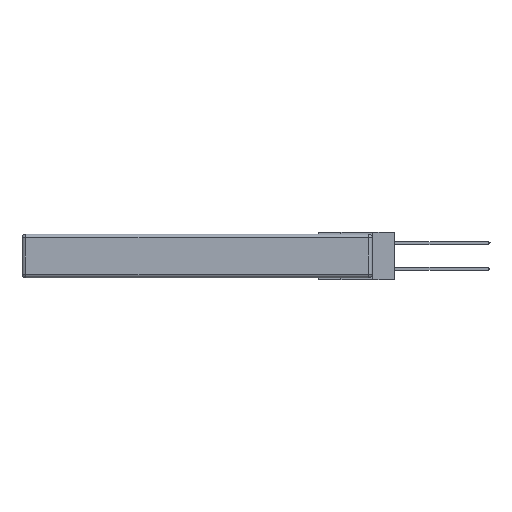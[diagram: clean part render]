
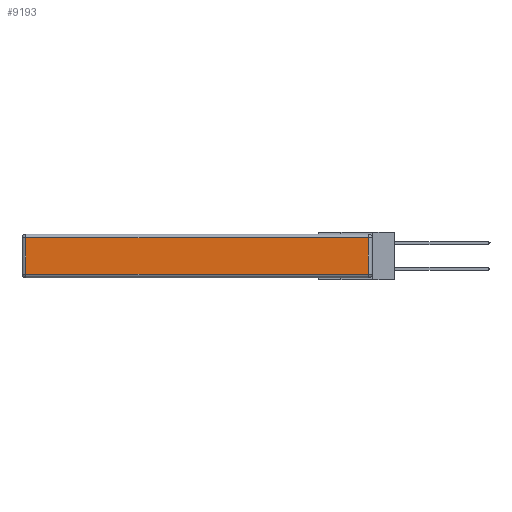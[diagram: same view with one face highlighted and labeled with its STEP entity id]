
A CAD part, left-side view. The second image highlights one B-rep face of the part: STEP entity #9193.
In plain terms, the highlighted planar face has unit normal (-1, 0, 0).
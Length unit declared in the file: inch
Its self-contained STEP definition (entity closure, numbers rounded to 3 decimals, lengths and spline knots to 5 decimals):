
#75 = CARTESIAN_POINT ( 'NONE',  ( 0., 2.72, -0.313 ) ) ;
#148 = CARTESIAN_POINT ( 'NONE',  ( 0., 2.72, -0.03 ) ) ;
#586 = FACE_OUTER_BOUND ( 'NONE', #6056, .T. ) ;
#597 = DIRECTION ( 'NONE',  ( 0., 0., 1. ) ) ;
#1661 = VECTOR ( 'NONE', #12146, 39.37008 ) ;
#1669 = CARTESIAN_POINT ( 'NONE',  ( 0., 2.75, -0.03 ) ) ;
#1704 = EDGE_CURVE ( 'NONE', #2360, #8082, #5218, .T. ) ;
#1960 = CARTESIAN_POINT ( 'NONE',  ( 0., 0.03, -0.03 ) ) ;
#2351 = ORIENTED_EDGE ( 'NONE', *, *, #6205, .T. ) ;
#2360 = VERTEX_POINT ( 'NONE', #1960 ) ;
#2727 = ORIENTED_EDGE ( 'NONE', *, *, #1704, .T. ) ;
#2970 = DIRECTION ( 'NONE',  ( -1., 0., 0. ) ) ;
#3148 = EDGE_CURVE ( 'NONE', #8082, #7301, #12922, .T. ) ;
#3588 = ORIENTED_EDGE ( 'NONE', *, *, #3798, .T. ) ;
#3717 = VERTEX_POINT ( 'NONE', #9740 ) ;
#3798 = EDGE_CURVE ( 'NONE', #3717, #2360, #5499, .T. ) ;
#4051 = VECTOR ( 'NONE', #597, 39.37008 ) ;
#4680 = LINE ( 'NONE', #4690, #10642 ) ;
#4690 = CARTESIAN_POINT ( 'NONE',  ( 0., 0., -0.313 ) ) ;
#4869 = CARTESIAN_POINT ( 'NONE',  ( 0., 0.03, -0.343 ) ) ;
#5043 = CARTESIAN_POINT ( 'NONE',  ( 0., 0., -0.343 ) ) ;
#5218 = LINE ( 'NONE', #1669, #1661 ) ;
#5499 = LINE ( 'NONE', #4869, #4051 ) ;
#6056 = EDGE_LOOP ( 'NONE', ( #2351, #3588, #2727, #6440 ) ) ;
#6205 = EDGE_CURVE ( 'NONE', #7301, #3717, #4680, .T. ) ;
#6393 = CARTESIAN_POINT ( 'NONE',  ( 0., 2.72, -0.343 ) ) ;
#6440 = ORIENTED_EDGE ( 'NONE', *, *, #3148, .T. ) ;
#7301 = VERTEX_POINT ( 'NONE', #75 ) ;
#7866 = DIRECTION ( 'NONE',  ( 0., -1., 0. ) ) ;
#8082 = VERTEX_POINT ( 'NONE', #148 ) ;
#8148 = PLANE ( 'NONE',  #11580 ) ;
#9193 = ADVANCED_FACE ( 'NONE', ( #586 ), #8148, .T. ) ;
#9740 = CARTESIAN_POINT ( 'NONE',  ( 0., 0.03, -0.313 ) ) ;
#10642 = VECTOR ( 'NONE', #7866, 39.37008 ) ;
#11580 = AXIS2_PLACEMENT_3D ( 'NONE', #5043, #2970, #12363 ) ;
#12146 = DIRECTION ( 'NONE',  ( 0., 1., 0. ) ) ;
#12163 = DIRECTION ( 'NONE',  ( 0., 0., -1. ) ) ;
#12363 = DIRECTION ( 'NONE',  ( 0., 0., 1. ) ) ;
#12922 = LINE ( 'NONE', #6393, #13230 ) ;
#13230 = VECTOR ( 'NONE', #12163, 39.37008 ) ;
